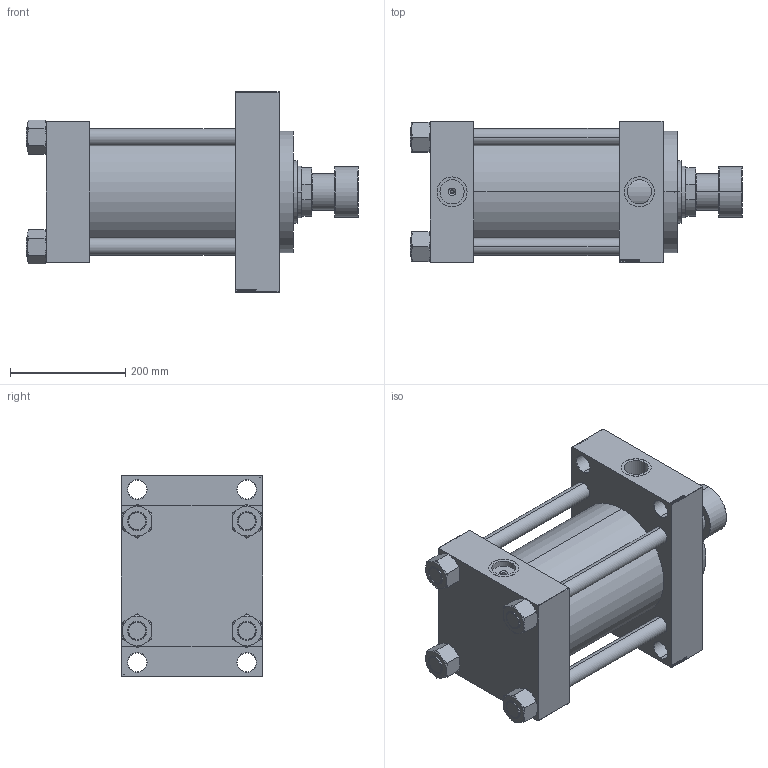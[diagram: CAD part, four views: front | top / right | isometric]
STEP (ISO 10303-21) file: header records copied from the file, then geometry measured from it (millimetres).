
FILE_DESCRIPTION (( 'STEP AP203' ), '1' );
FILE_NAME ('5073.STEP', '2022-09-05T12:37:26', ( '' ), ( '' ), 'SwSTEP 2.0', 'SolidWorks 2019', '' );
FILE_SCHEMA (( 'CONFIG_CONTROL_DESIGN' ));
Length unit declared in the file: millimetre
Products named in the file (7): V215CD_D_TYCINKA 4e5ffbd4faa065816aa5ad4b8536feb3; V215CD_VCP_D 4e5ffbd4faa065816aa5ad4b8536feb3; 5073; V215CD_VC_A 4e5ffbd4faa065816aa5ad4b8536feb3; V215CR_ROD_END_F 4e5ffbd4faa065816aa5ad4b8536feb3; V215CD_D_Body 4e5ffbd4faa065816aa5ad4b8536feb3; V215CD_NUT_M5_D 4e5ffbd4faa065816aa5ad4b8536feb3
Assembly tree (12 placements, depth 2):
  5073
    V215CD_D_Body 4e5ffbd4faa065816aa5ad4b8536feb3
    V215CD_VC_A 4e5ffbd4faa065816aa5ad4b8536feb3
    V215CD_VCP_D 4e5ffbd4faa065816aa5ad4b8536feb3
    V215CD_D_TYCINKA 4e5ffbd4faa065816aa5ad4b8536feb3  x4
    V215CD_NUT_M5_D 4e5ffbd4faa065816aa5ad4b8536feb3  x4
    V215CR_ROD_END_F 4e5ffbd4faa065816aa5ad4b8536feb3
Bounding box: 576 x 245 x 347 mm (x, y, z)
Volume: 16571599.1 mm3; surface area: 1399502.3 mm2
Topology: 12 solids, 12 shells, 1167 faces, 2938 edges, 1909 vertices
Faces by surface type: plane 549, bspline 368, cone 144, cylinder 94, torus 12
Entity records: 48241 total; most frequent: CARTESIAN_POINT 25276, ORIENTED_EDGE 5140, DIRECTION 3352, EDGE_CURVE 2570, VERTEX_POINT 1687, VECTOR 1534, LINE 1534, EDGE_LOOP 1145
